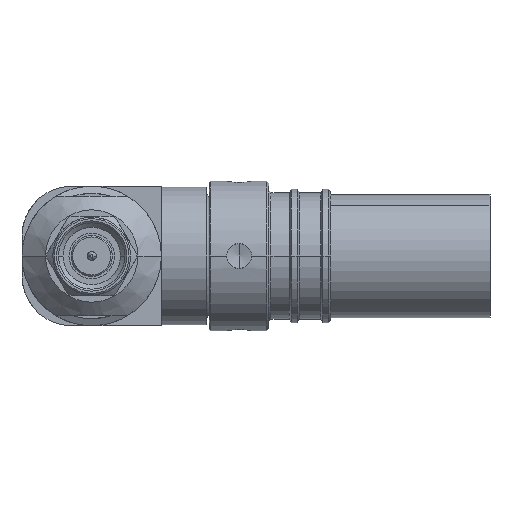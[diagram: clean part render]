
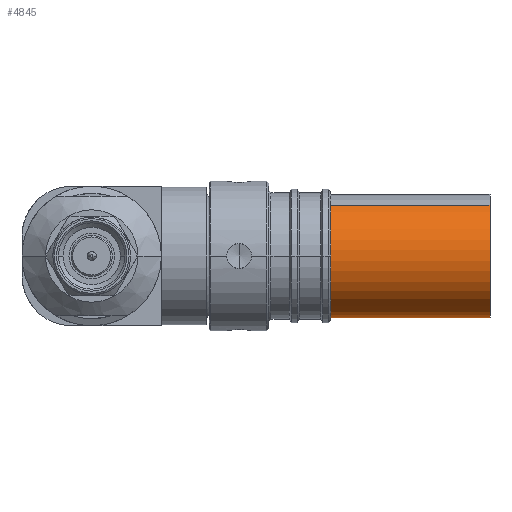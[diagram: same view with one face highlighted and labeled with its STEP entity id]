
A CAD part, front view. The second image highlights one B-rep face of the part: STEP entity #4845.
In plain terms, the highlighted cylindrical face has radius 6.2 mm (diameter 12.4 mm), a partial arc.
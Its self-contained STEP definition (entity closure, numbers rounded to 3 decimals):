
#345 = CARTESIAN_POINT ( 'NONE',  ( 22.6, 3.512, -5.109 ) ) ;
#407 = FACE_OUTER_BOUND ( 'NONE', #4461, .T. ) ;
#436 = VERTEX_POINT ( 'NONE', #3068 ) ;
#1031 = VERTEX_POINT ( 'NONE', #3897 ) ;
#1094 = ORIENTED_EDGE ( 'NONE', *, *, #4117, .T. ) ;
#1224 = CARTESIAN_POINT ( 'NONE',  ( 21.168, -3.512, 5.109 ) ) ;
#1377 = VERTEX_POINT ( 'NONE', #345 ) ;
#1689 = DIRECTION ( 'NONE',  ( -1., 0., 0. ) ) ;
#1692 = CIRCLE ( 'NONE', #5204, 6.2 ) ;
#1789 = CARTESIAN_POINT ( 'NONE',  ( 22.6, 0., 0. ) ) ;
#1841 = DIRECTION ( 'NONE',  ( 0., 0.566, -0.824 ) ) ;
#1842 = ORIENTED_EDGE ( 'NONE', *, *, #2729, .F. ) ;
#1851 = DIRECTION ( 'NONE',  ( -1., 0., 0. ) ) ;
#1938 = CARTESIAN_POINT ( 'NONE',  ( 21.168, 3.512, -5.109 ) ) ;
#2420 = LINE ( 'NONE', #1224, #2814 ) ;
#2446 = CYLINDRICAL_SURFACE ( 'NONE', #5285, 6.2 ) ;
#2479 = CARTESIAN_POINT ( 'NONE',  ( 21.168, 0., 0. ) ) ;
#2540 = DIRECTION ( 'NONE',  ( -1., 0., 0. ) ) ;
#2602 = DIRECTION ( 'NONE',  ( 0., 0.566, -0.824 ) ) ;
#2726 = ORIENTED_EDGE ( 'NONE', *, *, #3505, .F. ) ;
#2729 = EDGE_CURVE ( 'NONE', #436, #1377, #4322, .T. ) ;
#2814 = VECTOR ( 'NONE', #1689, 1000. ) ;
#3068 = CARTESIAN_POINT ( 'NONE',  ( 38.6, 3.512, -5.109 ) ) ;
#3243 = EDGE_CURVE ( 'NONE', #5101, #1031, #2420, .T. ) ;
#3307 = CARTESIAN_POINT ( 'NONE',  ( 38.6, 0., 0. ) ) ;
#3365 = CIRCLE ( 'NONE', #5140, 6.2 ) ;
#3423 = DIRECTION ( 'NONE',  ( -1., 0., 0. ) ) ;
#3428 = DIRECTION ( 'NONE',  ( 0., 0.566, -0.824 ) ) ;
#3505 = EDGE_CURVE ( 'NONE', #1377, #1031, #1692, .T. ) ;
#3726 = VECTOR ( 'NONE', #3727, 1000. ) ;
#3727 = DIRECTION ( 'NONE',  ( -1., 0., 0. ) ) ;
#3897 = CARTESIAN_POINT ( 'NONE',  ( 22.6, -3.512, 5.109 ) ) ;
#3922 = ORIENTED_EDGE ( 'NONE', *, *, #3243, .T. ) ;
#4117 = EDGE_CURVE ( 'NONE', #436, #5101, #3365, .T. ) ;
#4322 = LINE ( 'NONE', #1938, #3726 ) ;
#4461 = EDGE_LOOP ( 'NONE', ( #1094, #3922, #2726, #1842 ) ) ;
#4845 = ADVANCED_FACE ( 'NONE', ( #407 ), #2446, .T. ) ;
#5035 = CARTESIAN_POINT ( 'NONE',  ( 38.6, -3.512, 5.109 ) ) ;
#5101 = VERTEX_POINT ( 'NONE', #5035 ) ;
#5140 = AXIS2_PLACEMENT_3D ( 'NONE', #3307, #3423, #3428 ) ;
#5204 = AXIS2_PLACEMENT_3D ( 'NONE', #1789, #1851, #1841 ) ;
#5285 = AXIS2_PLACEMENT_3D ( 'NONE', #2479, #2540, #2602 ) ;
